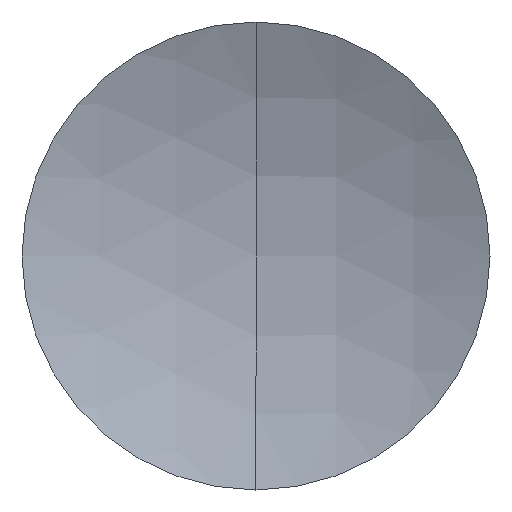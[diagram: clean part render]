
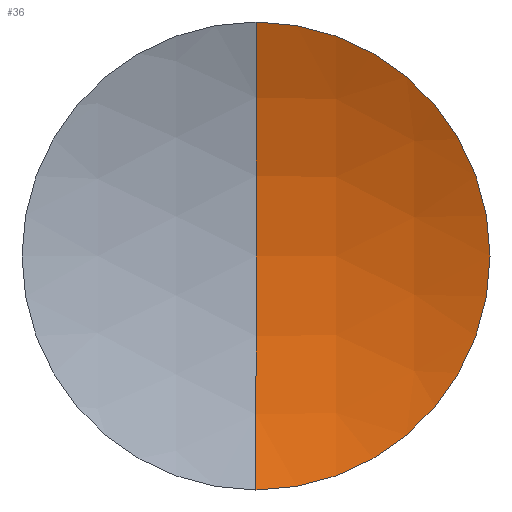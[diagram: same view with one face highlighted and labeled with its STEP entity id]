
A CAD part, left-side view. The second image highlights one B-rep face of the part: STEP entity #36.
In plain terms, the highlighted spherical face has radius 16.2 mm.
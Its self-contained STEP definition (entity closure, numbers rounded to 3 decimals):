
#3 = DIRECTION ( 'NONE',  ( 0., 1., 0. ) ) ;
#30 = CIRCLE ( 'NONE', #194, 16.2 ) ;
#36 = ADVANCED_FACE ( 'NONE', ( #139 ), #211, .F. ) ;
#51 = CARTESIAN_POINT ( 'NONE',  ( 229.312, 0., 0. ) ) ;
#64 = DIRECTION ( 'NONE',  ( 0., 0., 1. ) ) ;
#78 = DIRECTION ( 'NONE',  ( 0., 0., 1. ) ) ;
#82 = VERTEX_POINT ( 'NONE', #142 ) ;
#97 = ORIENTED_EDGE ( 'NONE', *, *, #269, .T. ) ;
#110 = ORIENTED_EDGE ( 'NONE', *, *, #333, .T. ) ;
#114 = CARTESIAN_POINT ( 'NONE',  ( 228.015, 0., 0. ) ) ;
#115 = CARTESIAN_POINT ( 'NONE',  ( 213.112, 0., 0. ) ) ;
#117 = VERTEX_POINT ( 'NONE', #222 ) ;
#139 = FACE_OUTER_BOUND ( 'NONE', #225, .T. ) ;
#142 = CARTESIAN_POINT ( 'NONE',  ( 228.015, 0., -6.35 ) ) ;
#149 = CARTESIAN_POINT ( 'NONE',  ( 213.112, 0., 0. ) ) ;
#158 = AXIS2_PLACEMENT_3D ( 'NONE', #115, #3, #279 ) ;
#189 = DIRECTION ( 'NONE',  ( 0., 1., 0. ) ) ;
#194 = AXIS2_PLACEMENT_3D ( 'NONE', #332, #189, #78 ) ;
#205 = DIRECTION ( 'NONE',  ( 0., 0., -1. ) ) ;
#206 = DIRECTION ( 'NONE',  ( 0., -1., 0. ) ) ;
#211 = SPHERICAL_SURFACE ( 'NONE', #158, 16.2 ) ;
#213 = ORIENTED_EDGE ( 'NONE', *, *, #345, .F. ) ;
#216 = CIRCLE ( 'NONE', #298, 16.2 ) ;
#222 = CARTESIAN_POINT ( 'NONE',  ( 228.015, 0., 6.35 ) ) ;
#225 = EDGE_LOOP ( 'NONE', ( #213, #97, #110 ) ) ;
#266 = CIRCLE ( 'NONE', #322, 6.35 ) ;
#269 = EDGE_CURVE ( 'NONE', #325, #82, #30, .T. ) ;
#279 = DIRECTION ( 'NONE',  ( 0., 0., 1. ) ) ;
#298 = AXIS2_PLACEMENT_3D ( 'NONE', #149, #206, #205 ) ;
#304 = DIRECTION ( 'NONE',  ( -1., 0., 0. ) ) ;
#322 = AXIS2_PLACEMENT_3D ( 'NONE', #114, #304, #64 ) ;
#325 = VERTEX_POINT ( 'NONE', #51 ) ;
#332 = CARTESIAN_POINT ( 'NONE',  ( 213.112, 0., 0. ) ) ;
#333 = EDGE_CURVE ( 'NONE', #82, #117, #266, .T. ) ;
#345 = EDGE_CURVE ( 'NONE', #325, #117, #216, .T. ) ;
